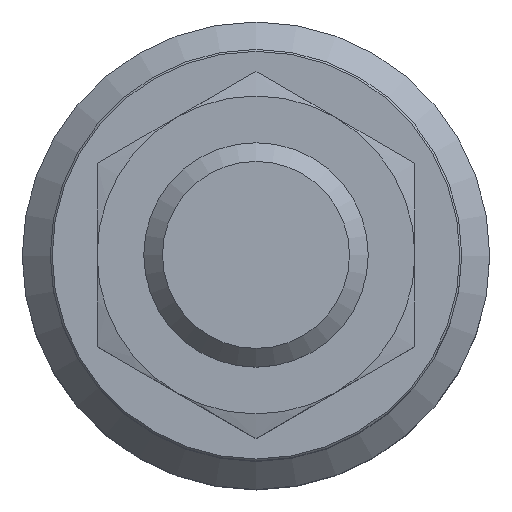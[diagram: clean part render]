
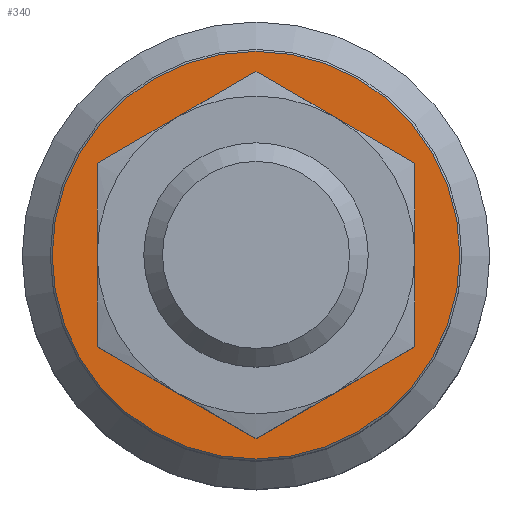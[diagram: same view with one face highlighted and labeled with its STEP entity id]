
A CAD part, top view. The second image highlights one B-rep face of the part: STEP entity #340.
In plain terms, the highlighted planar face has unit normal (0, 0, 1).
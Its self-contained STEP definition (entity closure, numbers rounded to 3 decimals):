
#166=FACE_BOUND('',#592,.T.);
#167=FACE_BOUND('',#593,.T.);
#232=CIRCLE('',#1850,10.9);
#340=ADVANCED_FACE('',(#166,#167),#403,.T.);
#403=PLANE('',#1869);
#592=EDGE_LOOP('',(#1003,#1004,#1005,#1006,#1007,#1008));
#593=EDGE_LOOP('',(#1009));
#1003=ORIENTED_EDGE('',*,*,#1510,.F.);
#1004=ORIENTED_EDGE('',*,*,#1511,.F.);
#1005=ORIENTED_EDGE('',*,*,#1512,.T.);
#1006=ORIENTED_EDGE('',*,*,#1513,.T.);
#1007=ORIENTED_EDGE('',*,*,#1514,.T.);
#1008=ORIENTED_EDGE('',*,*,#1515,.F.);
#1009=ORIENTED_EDGE('',*,*,#1494,.T.);
#1296=VERTEX_POINT('',#3350);
#1306=VERTEX_POINT('',#3384);
#1307=VERTEX_POINT('',#3385);
#1308=VERTEX_POINT('',#3387);
#1309=VERTEX_POINT('',#3389);
#1310=VERTEX_POINT('',#3391);
#1311=VERTEX_POINT('',#3393);
#1494=EDGE_CURVE('',#1296,#1296,#232,.T.);
#1510=EDGE_CURVE('',#1306,#1307,#1636,.T.);
#1511=EDGE_CURVE('',#1308,#1306,#1637,.T.);
#1512=EDGE_CURVE('',#1308,#1309,#1638,.T.);
#1513=EDGE_CURVE('',#1309,#1310,#1639,.T.);
#1514=EDGE_CURVE('',#1310,#1311,#1640,.T.);
#1515=EDGE_CURVE('',#1307,#1311,#1641,.T.);
#1636=LINE('',#3383,#1716);
#1637=LINE('',#3386,#1717);
#1638=LINE('',#3388,#1718);
#1639=LINE('',#3390,#1719);
#1640=LINE('',#3392,#1720);
#1641=LINE('',#3394,#1721);
#1716=VECTOR('',#2240,1.);
#1717=VECTOR('',#2241,1.);
#1718=VECTOR('',#2242,1.);
#1719=VECTOR('',#2243,1.);
#1720=VECTOR('',#2244,1.);
#1721=VECTOR('',#2245,1.);
#1850=AXIS2_PLACEMENT_3D('',#3349,#2197,#2198);
#1869=AXIS2_PLACEMENT_3D('',#3395,#2246,#2247);
#2197=DIRECTION('',(0.,0.,1.));
#2198=DIRECTION('',(-1.,0.,0.));
#2240=DIRECTION('',(-0.866,-0.5,0.));
#2241=DIRECTION('',(-0.866,0.5,0.));
#2242=DIRECTION('',(0.,-1.,0.));
#2243=DIRECTION('',(-0.866,-0.5,0.));
#2244=DIRECTION('',(-0.866,0.5,0.));
#2245=DIRECTION('',(0.,-1.,0.));
#2246=DIRECTION('',(0.,0.,1.));
#2247=DIRECTION('',(1.,0.,0.));
#3349=CARTESIAN_POINT('',(0.,0.,32.));
#3350=CARTESIAN_POINT('',(-10.9,0.,32.));
#3383=CARTESIAN_POINT('',(-4.25,7.361,32.));
#3384=CARTESIAN_POINT('',(0.,9.815,32.));
#3385=CARTESIAN_POINT('',(-8.5,4.907,32.));
#3386=CARTESIAN_POINT('',(4.25,7.361,32.));
#3387=CARTESIAN_POINT('',(8.5,4.907,32.));
#3388=CARTESIAN_POINT('',(8.5,0.,32.));
#3389=CARTESIAN_POINT('',(8.5,-4.907,32.));
#3390=CARTESIAN_POINT('',(4.25,-7.361,32.));
#3391=CARTESIAN_POINT('',(0.,-9.815,32.));
#3392=CARTESIAN_POINT('',(-4.25,-7.361,32.));
#3393=CARTESIAN_POINT('',(-8.5,-4.907,32.));
#3394=CARTESIAN_POINT('',(-8.5,0.,32.));
#3395=CARTESIAN_POINT('',(0.,0.,32.));
